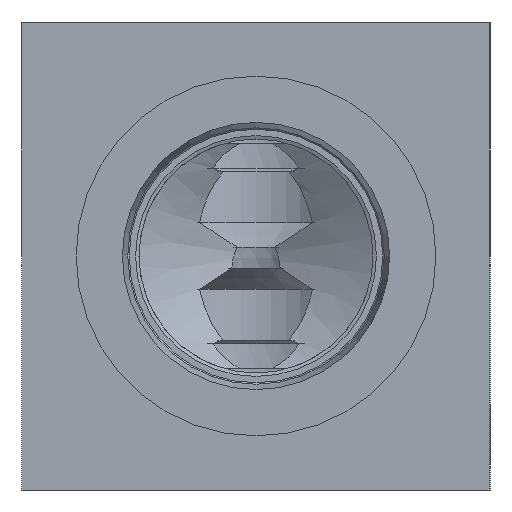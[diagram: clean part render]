
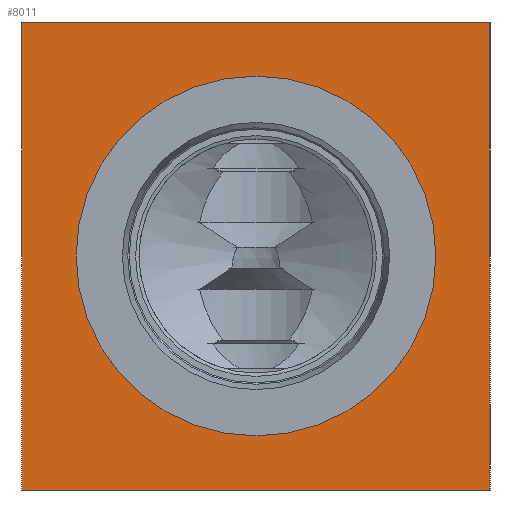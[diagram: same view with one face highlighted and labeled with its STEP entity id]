
A CAD part, left-side view. The second image highlights one B-rep face of the part: STEP entity #8011.
In plain terms, the highlighted planar face has unit normal (-1, 0, 0).
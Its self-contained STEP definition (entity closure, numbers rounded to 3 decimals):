
#223=CIRCLE('',#8454,29.286);
#224=CIRCLE('',#8455,29.286);
#272=FACE_BOUND('',#1477,.T.);
#1031=FACE_OUTER_BOUND('',#1476,.T.);
#1476=EDGE_LOOP('',(#7034,#7035,#7036,#7037));
#1477=EDGE_LOOP('',(#7038,#7039));
#1778=LINE('',#12224,#2508);
#2214=LINE('',#14017,#2944);
#2215=LINE('',#14018,#2945);
#2216=LINE('',#14019,#2946);
#2508=VECTOR('',#8912,10.);
#2944=VECTOR('',#10074,10.);
#2945=VECTOR('',#10075,10.);
#2946=VECTOR('',#10076,10.);
#3262=VERTEX_POINT('',#12217);
#3265=VERTEX_POINT('',#12222);
#3687=VERTEX_POINT('',#13986);
#3688=VERTEX_POINT('',#13987);
#3697=VERTEX_POINT('',#14015);
#3698=VERTEX_POINT('',#14016);
#4169=EDGE_CURVE('',#3265,#3262,#1778,.T.);
#4803=EDGE_CURVE('',#3687,#3688,#223,.T.);
#4804=EDGE_CURVE('',#3688,#3687,#224,.T.);
#4817=EDGE_CURVE('',#3697,#3698,#2214,.T.);
#4818=EDGE_CURVE('',#3698,#3262,#2215,.T.);
#4819=EDGE_CURVE('',#3697,#3265,#2216,.T.);
#7034=ORIENTED_EDGE('',*,*,#4817,.T.);
#7035=ORIENTED_EDGE('',*,*,#4818,.T.);
#7036=ORIENTED_EDGE('',*,*,#4169,.F.);
#7037=ORIENTED_EDGE('',*,*,#4819,.F.);
#7038=ORIENTED_EDGE('',*,*,#4803,.T.);
#7039=ORIENTED_EDGE('',*,*,#4804,.T.);
#7299=PLANE('',#8468);
#8011=ADVANCED_FACE('',(#1031,#272),#7299,.T.);
#8454=AXIS2_PLACEMENT_3D('',#13988,#10040,#10041);
#8455=AXIS2_PLACEMENT_3D('',#13989,#10042,#10043);
#8468=AXIS2_PLACEMENT_3D('',#14014,#10072,#10073);
#8912=DIRECTION('',(0.,-1.,0.));
#10040=DIRECTION('center_axis',(1.,0.,0.));
#10041=DIRECTION('ref_axis',(0.,0.,1.));
#10042=DIRECTION('center_axis',(1.,0.,0.));
#10043=DIRECTION('ref_axis',(0.,0.,1.));
#10072=DIRECTION('center_axis',(-1.,0.,0.));
#10073=DIRECTION('ref_axis',(0.,-1.,0.));
#10074=DIRECTION('',(0.,-1.,0.));
#10075=DIRECTION('',(0.,0.,1.));
#10076=DIRECTION('',(0.,0.,1.));
#12217=CARTESIAN_POINT('',(0.,0.,76.2));
#12222=CARTESIAN_POINT('',(0.,76.2,76.2));
#12224=CARTESIAN_POINT('',(0.,76.2,76.2));
#13986=CARTESIAN_POINT('',(0.,38.1,67.386));
#13987=CARTESIAN_POINT('',(0.,38.1,8.814));
#13988=CARTESIAN_POINT('Origin',(0.,38.1,38.1));
#13989=CARTESIAN_POINT('Origin',(0.,38.1,38.1));
#14014=CARTESIAN_POINT('Origin',(0.,76.2,0.));
#14015=CARTESIAN_POINT('',(0.,76.2,0.));
#14016=CARTESIAN_POINT('',(0.,0.,0.));
#14017=CARTESIAN_POINT('',(0.,76.2,0.));
#14018=CARTESIAN_POINT('',(0.,0.,0.));
#14019=CARTESIAN_POINT('',(0.,76.2,0.));
